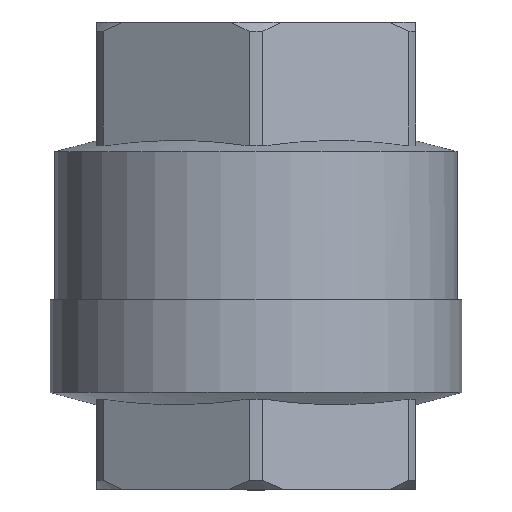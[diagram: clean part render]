
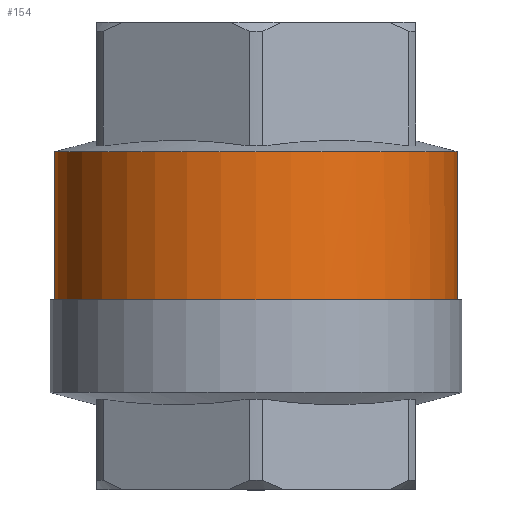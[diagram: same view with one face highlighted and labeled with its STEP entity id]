
A CAD part, top view. The second image highlights one B-rep face of the part: STEP entity #154.
In plain terms, the highlighted cylindrical face has radius 43.5 mm (diameter 87 mm), a full revolution.
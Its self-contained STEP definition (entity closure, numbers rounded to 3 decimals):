
#154 = ADVANCED_FACE( '', ( #320, #321 ), #322, .T. );
#320 = FACE_OUTER_BOUND( '', #491, .T. );
#321 = FACE_OUTER_BOUND( '', #492, .T. );
#322 = CYLINDRICAL_SURFACE( '', #493, 43.5 );
#491 = EDGE_LOOP( '', ( #884 ) );
#492 = EDGE_LOOP( '', ( #885 ) );
#493 = AXIS2_PLACEMENT_3D( '', #886, #887, #888 );
#884 = ORIENTED_EDGE( '', *, *, #1036, .T. );
#885 = ORIENTED_EDGE( '', *, *, #1005, .F. );
#886 = CARTESIAN_POINT( '', ( 0., -60., 0. ) );
#887 = DIRECTION( '', ( 0., 1., 0. ) );
#888 = DIRECTION( '', ( 0., 0., -1. ) );
#1005 = EDGE_CURVE( '', #1207, #1207, #1208, .T. );
#1036 = EDGE_CURVE( '', #1258, #1258, #1259, .F. );
#1207 = VERTEX_POINT( '', #1541 );
#1208 = CIRCLE( '', #1542, 43.5 );
#1258 = VERTEX_POINT( '', #1631 );
#1259 = CIRCLE( '', #1632, 43.5 );
#1541 = CARTESIAN_POINT( '', ( 0., -9.5, -43.5 ) );
#1542 = AXIS2_PLACEMENT_3D( '', #1883, #1884, #1885 );
#1631 = CARTESIAN_POINT( '', ( 0., 22.5, 43.5 ) );
#1632 = AXIS2_PLACEMENT_3D( '', #1935, #1936, #1937 );
#1883 = CARTESIAN_POINT( '', ( 0., -9.5, 0. ) );
#1884 = DIRECTION( '', ( 0., -1., 0. ) );
#1885 = DIRECTION( '', ( 0., 0., -1. ) );
#1935 = CARTESIAN_POINT( '', ( 0., 22.5, 0. ) );
#1936 = DIRECTION( '', ( 0., 1., 0. ) );
#1937 = DIRECTION( '', ( 0., 0., 1. ) );
